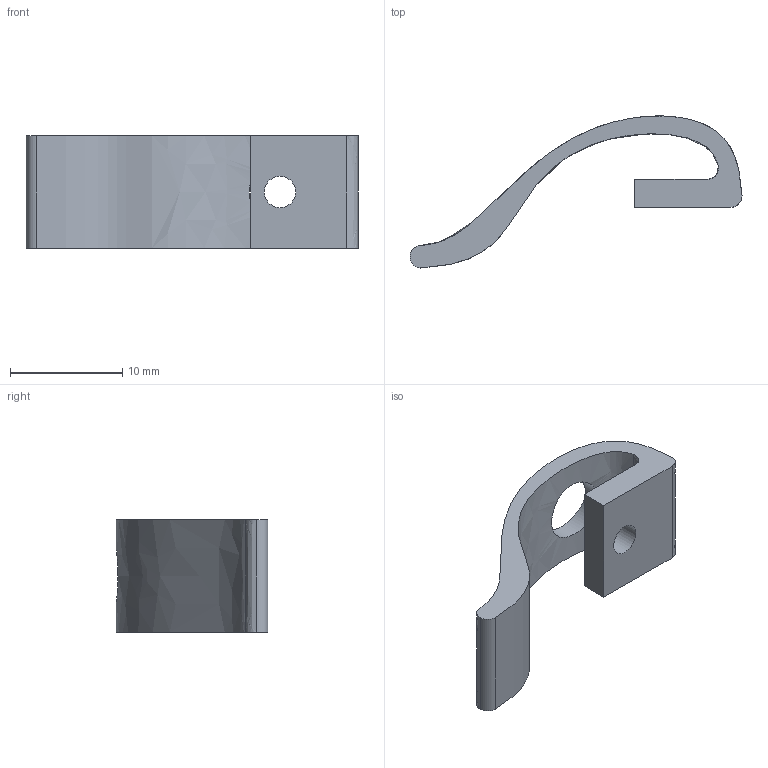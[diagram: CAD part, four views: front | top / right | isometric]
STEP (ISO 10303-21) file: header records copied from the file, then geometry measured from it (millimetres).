
FILE_DESCRIPTION(/* description */ (''),/* implementation_level */ '2;1');
FILE_NAME(/* name */ '30_XYTabel_Aliexpress_cellSTORM_chiptray_clamp.ipt.step',/* time_stamp */ '2022-11-29T08:24:58+01:00',/* author */ ('diederichbenedict'),/* organization */ (''),/* preprocessor_version */ 'ST-DEVELOPER v18.1',/* originating_system */ 'Autodesk Inventor 2022',/* authorisation */ '');
FILE_SCHEMA (('AUTOMOTIVE_DESIGN { 1 0 10303 214 3 1 1 }'));
Length unit declared in the file: millimetre
Products named in the file (1): 30_XYTabel_Aliexpress_cellSTORM_chiptray_clamp
Bounding box: 29.6 x 13.55 x 10 mm (x, y, z)
Volume: 799.1 mm3; surface area: 1089.5 mm2
Topology: 1 solids, 1 shells, 14 faces, 38 edges, 26 vertices
Faces by surface type: plane 6, bspline 5, cylinder 3
Full cylindrical faces by diameter (mm): 2.8 x1, 5.5 x1
Entity records: 707 total; most frequent: CARTESIAN_POINT 350, ORIENTED_EDGE 76, DIRECTION 42, EDGE_CURVE 38, VERTEX_POINT 26, B_SPLINE_CURVE_WITH_KNOTS 20, EDGE_LOOP 18, LINE 14
